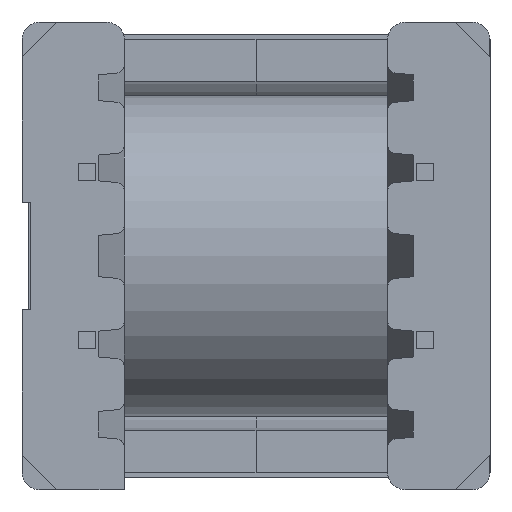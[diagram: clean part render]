
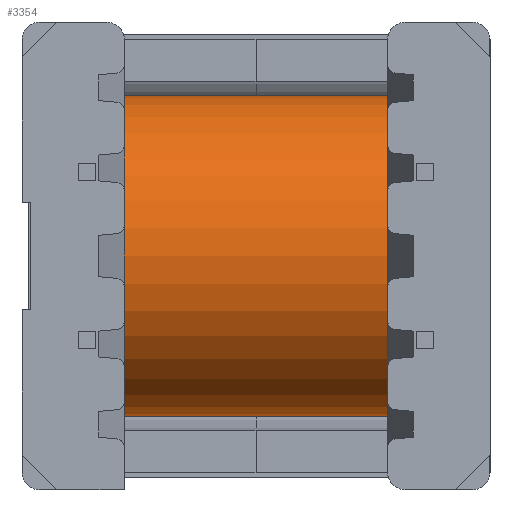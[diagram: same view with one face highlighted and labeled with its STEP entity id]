
A CAD part, front view. The second image highlights one B-rep face of the part: STEP entity #3354.
In plain terms, the highlighted cylindrical face has radius 4.74 mm (diameter 9.48 mm), a partial arc.
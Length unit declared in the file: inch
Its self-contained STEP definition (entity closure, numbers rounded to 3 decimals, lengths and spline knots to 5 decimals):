
#317 = CARTESIAN_POINT ( 'NONE',  ( 0.18661, 0., 0. ) ) ;
#770 = CARTESIAN_POINT ( 'NONE',  ( -0.18661, 0., 0. ) ) ;
#852 = ORIENTED_EDGE ( 'NONE', *, *, #2359, .F. ) ;
#944 = ORIENTED_EDGE ( 'NONE', *, *, #3695, .T. ) ;
#950 = EDGE_LOOP ( 'NONE', ( #2058, #944, #1968, #852 ) ) ;
#984 = CARTESIAN_POINT ( 'NONE',  ( -0.18661, 0., -0.30591 ) ) ;
#1005 = DIRECTION ( 'NONE',  ( 0., 0., 1. ) ) ;
#1143 = VERTEX_POINT ( 'NONE', #984 ) ;
#1193 = VERTEX_POINT ( 'NONE', #317 ) ;
#1269 = DIRECTION ( 'NONE',  ( 1., 0., 0. ) ) ;
#1681 = DIRECTION ( 'NONE',  ( 0., 0., 1. ) ) ;
#1946 = CARTESIAN_POINT ( 'NONE',  ( 0., 0., -0.30591 ) ) ;
#1968 = ORIENTED_EDGE ( 'NONE', *, *, #2464, .T. ) ;
#2058 = ORIENTED_EDGE ( 'NONE', *, *, #2353, .F. ) ;
#2353 = EDGE_CURVE ( 'NONE', #1143, #2778, #4591, .T. ) ;
#2359 = EDGE_CURVE ( 'NONE', #2778, #1193, #2493, .T. ) ;
#2464 = EDGE_CURVE ( 'NONE', #5260, #1193, #3957, .T. ) ;
#2493 = CIRCLE ( 'NONE', #5160, 0.18661 ) ;
#2527 = FACE_OUTER_BOUND ( 'NONE', #950, .T. ) ;
#2709 = DIRECTION ( 'NONE',  ( 1., 0., 0. ) ) ;
#2778 = VERTEX_POINT ( 'NONE', #770 ) ;
#3030 = CARTESIAN_POINT ( 'NONE',  ( 0.18661, 0., -0.30591 ) ) ;
#3239 = DIRECTION ( 'NONE',  ( 0., 0., 1. ) ) ;
#3291 = CARTESIAN_POINT ( 'NONE',  ( -0.18661, 0., -0.30591 ) ) ;
#3354 = ADVANCED_FACE ( 'NONE', ( #2527 ), #4381, .T. ) ;
#3567 = AXIS2_PLACEMENT_3D ( 'NONE', #4148, #1681, #4163 ) ;
#3660 = AXIS2_PLACEMENT_3D ( 'NONE', #1946, #5222, #2709 ) ;
#3695 = EDGE_CURVE ( 'NONE', #1143, #5260, #4182, .T. ) ;
#3711 = DIRECTION ( 'NONE',  ( 0., 0., 1. ) ) ;
#3868 = CARTESIAN_POINT ( 'NONE',  ( 0.18661, 0., -0.30591 ) ) ;
#3957 = LINE ( 'NONE', #3030, #4273 ) ;
#4148 = CARTESIAN_POINT ( 'NONE',  ( 0., 0., -0.30591 ) ) ;
#4163 = DIRECTION ( 'NONE',  ( 1., 0., 0. ) ) ;
#4182 = CIRCLE ( 'NONE', #3567, 0.18661 ) ;
#4273 = VECTOR ( 'NONE', #1005, 39.37008 ) ;
#4381 = CYLINDRICAL_SURFACE ( 'NONE', #3660, 0.18661 ) ;
#4459 = VECTOR ( 'NONE', #3711, 39.37008 ) ;
#4522 = CARTESIAN_POINT ( 'NONE',  ( 0., 0., 0. ) ) ;
#4591 = LINE ( 'NONE', #3291, #4459 ) ;
#5160 = AXIS2_PLACEMENT_3D ( 'NONE', #4522, #3239, #1269 ) ;
#5222 = DIRECTION ( 'NONE',  ( 0., 0., 1. ) ) ;
#5260 = VERTEX_POINT ( 'NONE', #3868 ) ;
